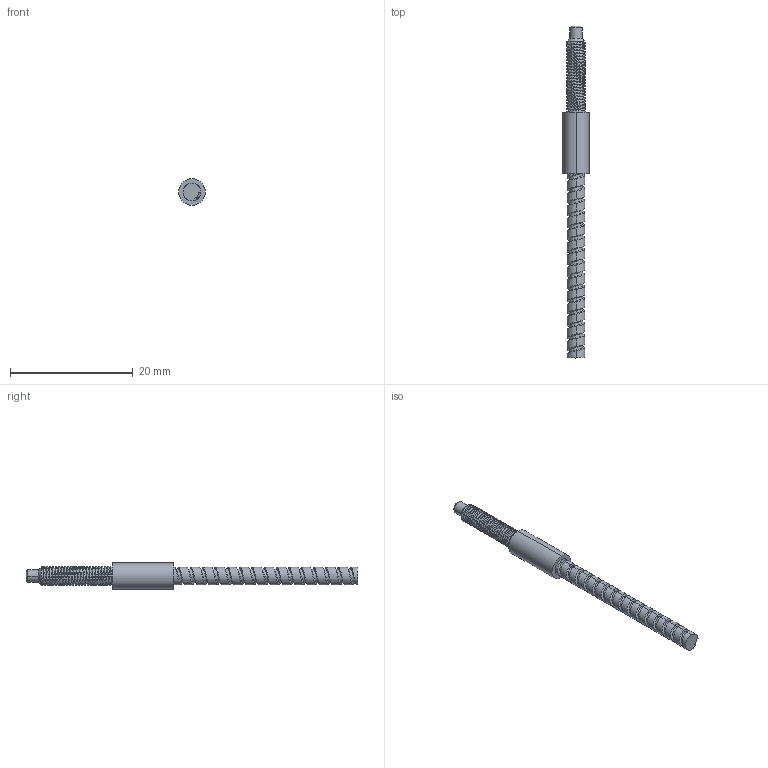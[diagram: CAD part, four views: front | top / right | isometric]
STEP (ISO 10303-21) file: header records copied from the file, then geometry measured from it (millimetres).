
FILE_DESCRIPTION((''),'2;1');
FILE_NAME('PTG-320','2022-01-05T08:39:01',('Administrator'),(''),'CREO PARAMETRIC BY PTC INC, 2021023','CREO PARAMETRIC BY PTC INC, 2021023','');
FILE_SCHEMA(('CONFIG_CONTROL_DESIGN'));
Length unit declared in the file: millimetre
Products named in the file (1): PTG-320
Bounding box: 4.3 x 54 x 4.3 mm (x, y, z)
Volume: 401 mm3; surface area: 653.1 mm2
Topology: 1 solids, 1 shells, 120 faces, 311 edges, 196 vertices
Faces by surface type: cylinder 83, bspline 25, plane 8, cone 4
Entity records: 10538 total; most frequent: CARTESIAN_POINT 7989, ORIENTED_EDGE 622, DIRECTION 346, EDGE_CURVE 311, VERTEX_POINT 196, B_SPLINE_CURVE_WITH_KNOTS 175, EDGE_LOOP 123, FACE_OUTER_BOUND 120
